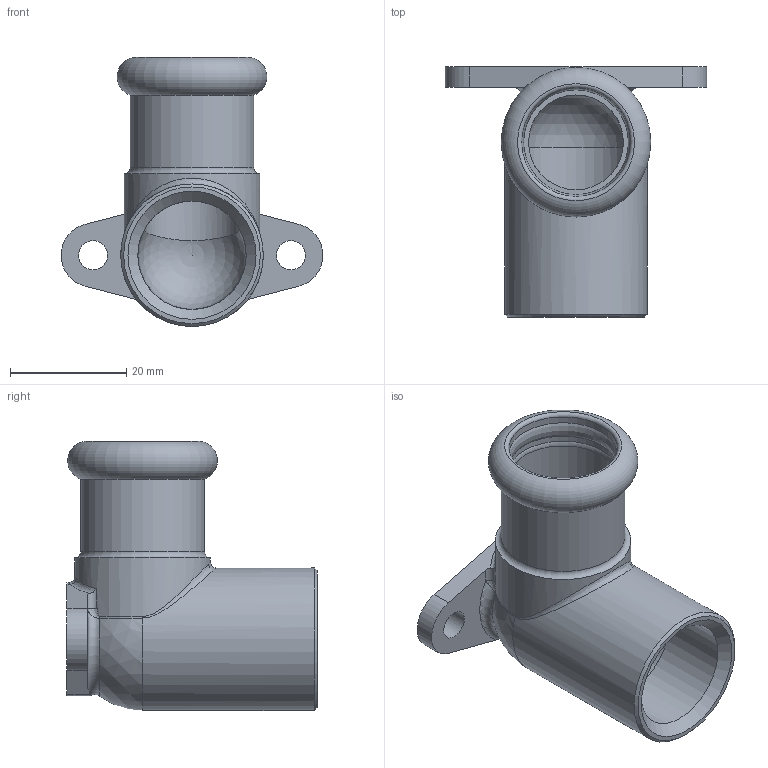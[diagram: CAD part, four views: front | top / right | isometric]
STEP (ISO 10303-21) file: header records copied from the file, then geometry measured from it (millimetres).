
FILE_DESCRIPTION(/* description */ ('GOMITO CON FLANGIA 1/2"x18 (Wall plate elbow 1/2"x18)'),/* implementation_level */ '2;1');
FILE_NAME(/* name */ '185102018_Inoxpres.stp',/* time_stamp */ '2022-10-11T14:50:58+02:00',/* author */ ('Vault'),/* organization */ ('Raccorderie metalliche s.p.a. '),/* preprocessor_version */ 'ST-DEVELOPER v18.1',/* originating_system */ 'Autodesk Inventor 2020',/* authorisation */ 'Raccorderie metalliche s.p.a. ');
FILE_SCHEMA (('AUTOMOTIVE_DESIGN { 1 0 10303 214 3 1 1 }'));
Length unit declared in the file: millimetre
Products named in the file (1): 185102018_Inoxpres
Bounding box: 45 x 43 x 46.25 mm (x, y, z)
Volume: 13125.5 mm3; surface area: 9677.6 mm2
Topology: 1 solids, 1 shells, 45 faces, 132 edges, 88 vertices
Faces by surface type: cylinder 17, plane 9, torus 8, bspline 6, cone 3, sphere 2
Full cylindrical faces by diameter (mm): 5 x2, 16.3 x1, 18.3 x1, 18.6 x1, 18.631 x1, 18.7 x2, 21.3 x1, 23.3 x1, 24.5 x1
Entity records: 1979 total; most frequent: CARTESIAN_POINT 714, DIRECTION 266, ORIENTED_EDGE 262, EDGE_CURVE 131, AXIS2_PLACEMENT_3D 116, VERTEX_POINT 88, CIRCLE 70, EDGE_LOOP 51
